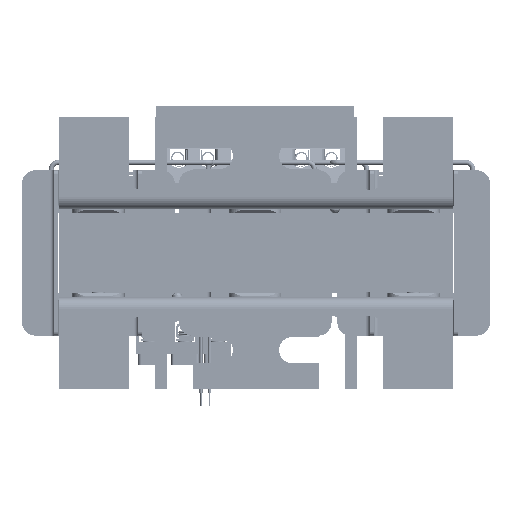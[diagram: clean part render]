
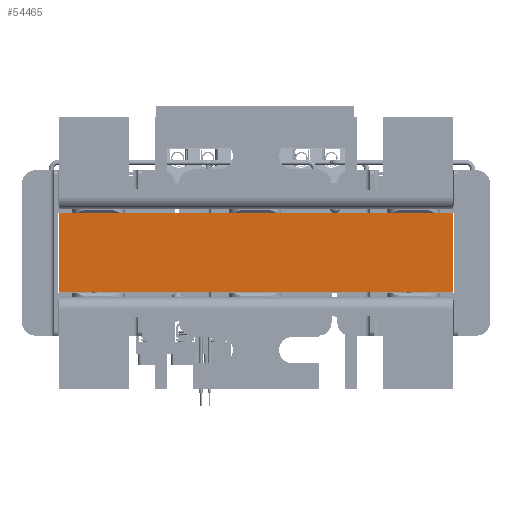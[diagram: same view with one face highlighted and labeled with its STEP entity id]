
A CAD part, front view. The second image highlights one B-rep face of the part: STEP entity #54465.
In plain terms, the highlighted planar face has unit normal (0, -1, 0).
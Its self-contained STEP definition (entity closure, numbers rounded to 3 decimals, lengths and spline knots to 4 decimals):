
#2269=PLANE('',#58744);
#4180=FACE_OUTER_BOUND('',#7406,.T.);
#7406=EDGE_LOOP('',(#39627,#39628,#39629,#39630));
#11281=LINE('',#82287,#16687);
#11283=LINE('',#82292,#16689);
#11285=LINE('',#82296,#16691);
#11286=LINE('',#82297,#16692);
#16687=VECTOR('',#66160,0.3937);
#16689=VECTOR('',#66164,0.3937);
#16691=VECTOR('',#66168,0.3937);
#16692=VECTOR('',#66169,0.3937);
#24210=VERTEX_POINT('',#82281);
#24212=VERTEX_POINT('',#82285);
#24214=VERTEX_POINT('',#82290);
#24215=VERTEX_POINT('',#82295);
#30036=EDGE_CURVE('',#24210,#24212,#11281,.T.);
#30038=EDGE_CURVE('',#24214,#24212,#11283,.T.);
#30040=EDGE_CURVE('',#24214,#24215,#11285,.T.);
#30041=EDGE_CURVE('',#24215,#24210,#11286,.T.);
#39627=ORIENTED_EDGE('',*,*,#30040,.T.);
#39628=ORIENTED_EDGE('',*,*,#30041,.T.);
#39629=ORIENTED_EDGE('',*,*,#30036,.T.);
#39630=ORIENTED_EDGE('',*,*,#30038,.F.);
#54465=ADVANCED_FACE('',(#4180),#2269,.T.);
#58744=AXIS2_PLACEMENT_3D('',#82294,#66166,#66167);
#66160=DIRECTION('',(1.,0.,0.));
#66164=DIRECTION('',(0.,0.,-1.));
#66166=DIRECTION('center_axis',(0.,-1.,0.));
#66167=DIRECTION('ref_axis',(0.,0.,-1.));
#66168=DIRECTION('',(-1.,0.,0.));
#66169=DIRECTION('',(0.,0.,-1.));
#82281=CARTESIAN_POINT('',(-1.125,-1.1875,-0.75));
#82285=CARTESIAN_POINT('',(6.375,-1.1875,-0.75));
#82287=CARTESIAN_POINT('',(6.375,-1.1875,-0.75));
#82290=CARTESIAN_POINT('',(6.375,-1.1875,0.75));
#82292=CARTESIAN_POINT('',(6.375,-1.1875,0.));
#82294=CARTESIAN_POINT('Origin',(6.375,-1.1875,0.));
#82295=CARTESIAN_POINT('',(-1.125,-1.1875,0.75));
#82296=CARTESIAN_POINT('',(6.375,-1.1875,0.75));
#82297=CARTESIAN_POINT('',(-1.125,-1.1875,0.));
